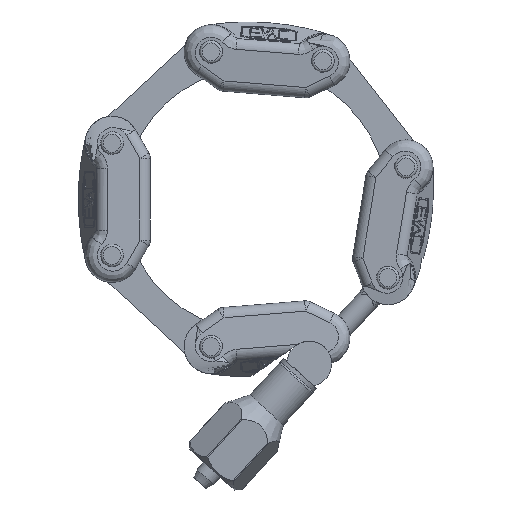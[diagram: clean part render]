
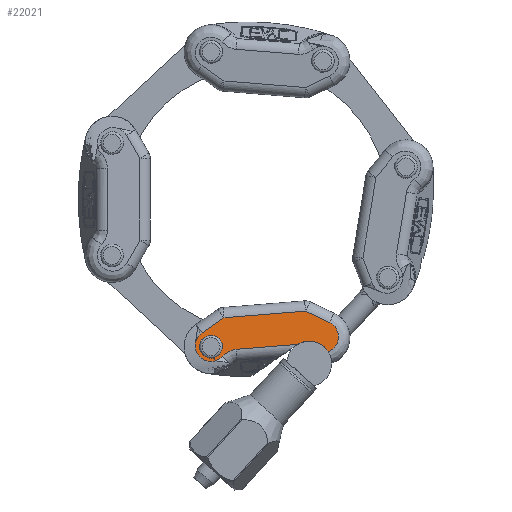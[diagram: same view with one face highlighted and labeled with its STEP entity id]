
A CAD part, left-side view. The second image highlights one B-rep face of the part: STEP entity #22021.
In plain terms, the highlighted face is planar.
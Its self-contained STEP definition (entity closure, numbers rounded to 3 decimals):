
#2515=LINE('',#42213,#4079);
#2516=LINE('',#42216,#4080);
#2517=LINE('',#42217,#4081);
#2518=LINE('',#42218,#4082);
#4079=VECTOR('',#31139,1000.);
#4080=VECTOR('',#31142,1000.);
#4081=VECTOR('',#31143,1000.);
#4082=VECTOR('',#31144,1000.);
#5742=PLANE('',#24712);
#5836=ELLIPSE('',#24713,2.56,2.55);
#5837=ELLIPSE('',#24714,5.019,5.);
#11344=ORIENTED_EDGE('',*,*,#15357,.F.);
#11345=ORIENTED_EDGE('',*,*,#15358,.F.);
#11346=ORIENTED_EDGE('',*,*,#15359,.T.);
#11347=ORIENTED_EDGE('',*,*,#15356,.F.);
#11348=ORIENTED_EDGE('',*,*,#15360,.F.);
#11349=ORIENTED_EDGE('',*,*,#15361,.F.);
#11350=ORIENTED_EDGE('',*,*,#15362,.F.);
#11351=ORIENTED_EDGE('',*,*,#15228,.F.);
#11352=ORIENTED_EDGE('',*,*,#15231,.F.);
#15228=EDGE_CURVE('',#17331,#17327,#17775,.F.);
#15231=EDGE_CURVE('',#17333,#17331,#17778,.T.);
#15356=EDGE_CURVE('',#17412,#17408,#17842,.F.);
#15357=EDGE_CURVE('',#17413,#17413,#5836,.T.);
#15358=EDGE_CURVE('',#17414,#17333,#2515,.T.);
#15359=EDGE_CURVE('',#17414,#17408,#5837,.T.);
#15360=EDGE_CURVE('',#17340,#17412,#2516,.T.);
#15361=EDGE_CURVE('',#17339,#17340,#2517,.T.);
#15362=EDGE_CURVE('',#17327,#17339,#2518,.T.);
#17327=VERTEX_POINT('',#41135);
#17331=VERTEX_POINT('',#41165);
#17333=VERTEX_POINT('',#41207);
#17339=VERTEX_POINT('',#41231);
#17340=VERTEX_POINT('',#41235);
#17408=VERTEX_POINT('',#42179);
#17412=VERTEX_POINT('',#42202);
#17413=VERTEX_POINT('',#42212);
#17414=VERTEX_POINT('',#42214);
#17775=B_SPLINE_CURVE_WITH_KNOTS('',3,(#41166,#41167,#41168,#41169,#41170,
#41171,#41172),.UNSPECIFIED.,.F.,.F.,(4,1,1,1,4),(0.,0.25,0.5,0.75,1.),
 .UNSPECIFIED.);
#17778=B_SPLINE_CURVE_WITH_KNOTS('',3,(#41208,#41209,#41210,#41211,#41212,
#41213,#41214,#41215,#41216,#41217),.UNSPECIFIED.,.F.,.F.,(4,2,2,2,4),(0.,
0.044,0.115,0.229,0.355),
 .UNSPECIFIED.);
#17842=B_SPLINE_CURVE_WITH_KNOTS('',3,(#42203,#42204,#42205,#42206,#42207,
#42208,#42209),.UNSPECIFIED.,.F.,.F.,(4,1,1,1,4),(0.,0.25,0.5,0.75,1.),
 .UNSPECIFIED.);
#19086=EDGE_LOOP('',(#11344));
#19087=EDGE_LOOP('',(#11345,#11346,#11347,#11348,#11349,#11350,#11351,#11352));
#20545=FACE_BOUND('',#19086,.T.);
#20546=FACE_BOUND('',#19087,.T.);
#22021=ADVANCED_FACE('',(#20545,#20546),#5742,.T.);
#24712=AXIS2_PLACEMENT_3D('',#42210,#31135,#31136);
#24713=AXIS2_PLACEMENT_3D('',#42211,#31137,#31138);
#24714=AXIS2_PLACEMENT_3D('',#42215,#31140,#31141);
#31135=DIRECTION('',(0.996,0.,-0.087));
#31136=DIRECTION('',(-0.087,0.,-0.996));
#31137=DIRECTION('',(0.996,0.,-0.087));
#31138=DIRECTION('',(-0.087,0.,-0.996));
#31139=DIRECTION('',(0.,1.,0.));
#31140=DIRECTION('',(-0.996,0.,0.087));
#31141=DIRECTION('',(0.087,0.,0.996));
#31142=DIRECTION('',(0.044,-0.865,0.5));
#31143=DIRECTION('',(0.,-1.,0.));
#31144=DIRECTION('',(-0.044,-0.865,-0.5));
#41135=CARTESIAN_POINT('',(9.21,14.25,-0.744));
#41165=CARTESIAN_POINT('',(9.703,10.161,4.891));
#41166=CARTESIAN_POINT('',(9.21,14.25,-0.744));
#41167=CARTESIAN_POINT('',(9.253,15.099,-0.254));
#41168=CARTESIAN_POINT('',(9.403,16.345,1.467));
#41169=CARTESIAN_POINT('',(9.677,15.685,4.598));
#41170=CARTESIAN_POINT('',(9.817,12.912,6.196));
#41171=CARTESIAN_POINT('',(9.76,10.891,5.546));
#41172=CARTESIAN_POINT('',(9.703,10.161,4.891));
#41207=CARTESIAN_POINT('',(9.583,6.95,3.522));
#41208=CARTESIAN_POINT('',(9.583,6.95,3.522));
#41209=CARTESIAN_POINT('',(9.583,7.098,3.522));
#41210=CARTESIAN_POINT('',(9.584,7.247,3.531));
#41211=CARTESIAN_POINT('',(9.588,7.631,3.576));
#41212=CARTESIAN_POINT('',(9.592,7.866,3.626));
#41213=CARTESIAN_POINT('',(9.608,8.458,3.802));
#41214=CARTESIAN_POINT('',(9.621,8.807,3.956));
#41215=CARTESIAN_POINT('',(9.656,9.505,4.356));
#41216=CARTESIAN_POINT('',(9.678,9.849,4.61));
#41217=CARTESIAN_POINT('',(9.703,10.161,4.891));
#41231=CARTESIAN_POINT('',(8.95,9.099,-3.718));
#41235=CARTESIAN_POINT('',(8.95,-9.099,-3.718));
#42179=CARTESIAN_POINT('',(9.771,-13.418,5.664));
#42202=CARTESIAN_POINT('',(9.21,-14.25,-0.744));
#42203=CARTESIAN_POINT('',(9.771,-13.418,5.664));
#42204=CARTESIAN_POINT('',(9.755,-14.085,5.483));
#42205=CARTESIAN_POINT('',(9.688,-15.292,4.724));
#42206=CARTESIAN_POINT('',(9.517,-16.178,2.764));
#42207=CARTESIAN_POINT('',(9.331,-15.821,0.643));
#42208=CARTESIAN_POINT('',(9.24,-14.849,-0.398));
#42209=CARTESIAN_POINT('',(9.21,-14.25,-0.744));
#42210=CARTESIAN_POINT('',(8.75,0.,-6.));
#42211=CARTESIAN_POINT('',(9.494,12.5,2.505));
#42212=CARTESIAN_POINT('',(9.271,12.5,-0.045));
#42213=CARTESIAN_POINT('',(9.583,-6.785,3.522));
#42214=CARTESIAN_POINT('',(9.583,-6.785,3.522));
#42215=CARTESIAN_POINT('',(9.975,-9.,8.005));
#42216=CARTESIAN_POINT('',(8.95,-9.099,-3.718));
#42217=CARTESIAN_POINT('',(8.95,9.099,-3.718));
#42218=CARTESIAN_POINT('',(9.21,14.25,-0.744));
